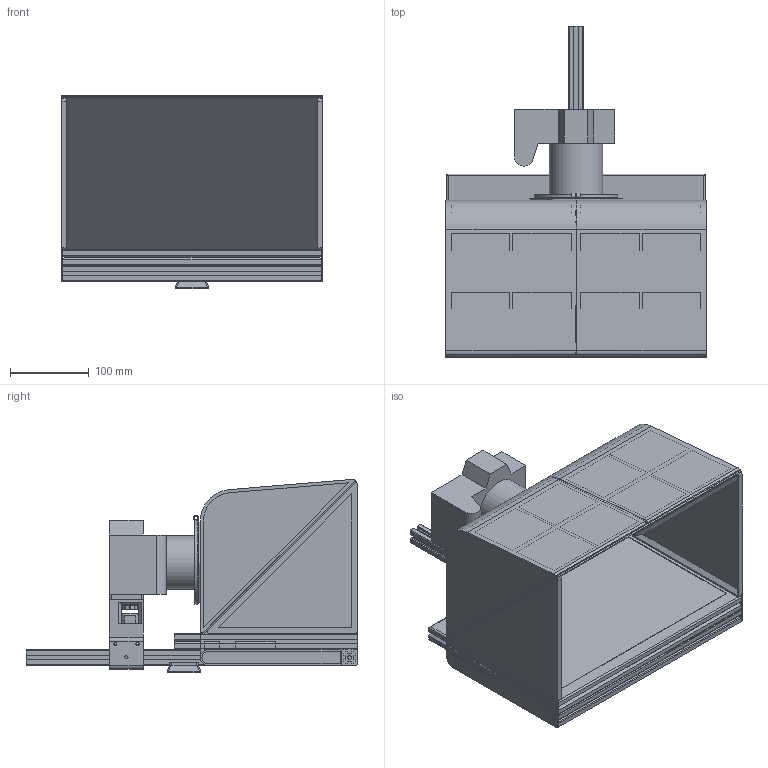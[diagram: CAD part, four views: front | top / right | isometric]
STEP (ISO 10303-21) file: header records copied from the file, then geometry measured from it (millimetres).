
FILE_DESCRIPTION(/* description */ ('','CAx-IF Rec.Pracs.---Representation and Presentation of Product Manufacturing Information (PMI)---4.0---2014-10-13'),/* implementation_level */ '2;1');
FILE_NAME(/* name */ 'Teleprompt Assembly.step',/* time_stamp */ '2025-02-14T18:19:36Z',/* author */ (''),/* organization */ (''),/* preprocessor_version */ 'ST-DEVELOPER v20',/* originating_system */ 'Autodesk Translation Framework v13.20.0.188',/* authorisation */ '');
FILE_SCHEMA (('AP242_MANAGED_MODEL_BASED_3D_ENGINEERING_MIM_LF { 1 0 10303 442 1 1 4 }'));
Length unit declared in the file: millimetre
Products named in the file (21): Teleprompt; Reflector; Camera; Tripod Mount; Frame; Spine; Shoulder; Bracket; Laptop; Side Panel 1; Side Panel 2; Sock Holder; Sock Clamp; Cam Screw; Cam Screw Cap; Cam Block; Screw Retainer; Cam Base; Cam Slider; Slider Screw; Slider Screw Cap
Assembly tree (21 placements, depth 3):
  Teleprompt
    Reflector
    Camera
    Tripod Mount
    Frame
      Spine
      Shoulder
      Bracket  x2
    Laptop
    Side Panel 1
    Side Panel 2
    Sock Holder
    Sock Clamp
    Cam Screw
    Cam Screw Cap
    Cam Block
    Screw Retainer
    Cam Base
    Cam Slider
    Slider Screw
    Slider Screw Cap
Bounding box: 330 x 420.59 x 244.82 mm (x, y, z)
Volume: 3093636.6 mm3; surface area: 1036398.1 mm2
Topology: 20 solids, 20 shells, 725 faces, 1896 edges, 1236 vertices
Faces by surface type: plane 441, cylinder 212, cone 68, bspline 4
Full cylindrical faces by diameter (mm): 3 x8, 3.332 x4, 3.5 x1, 4 x19, 4.109 x2, 4.25 x1, 5 x6, 6 x2, 6.5 x3, 7 x1, 9.5 x1, 67.5 x1, 95.5 x1, 97.5 x1, 101.5 x1
Entity records: 24337 total; most frequent: CARTESIAN_POINT 5874, ORIENTED_EDGE 3740, DIRECTION 3641, EDGE_CURVE 1870, LINE 1259, VECTOR 1259, VERTEX_POINT 1220, AXIS2_PLACEMENT_3D 1191
